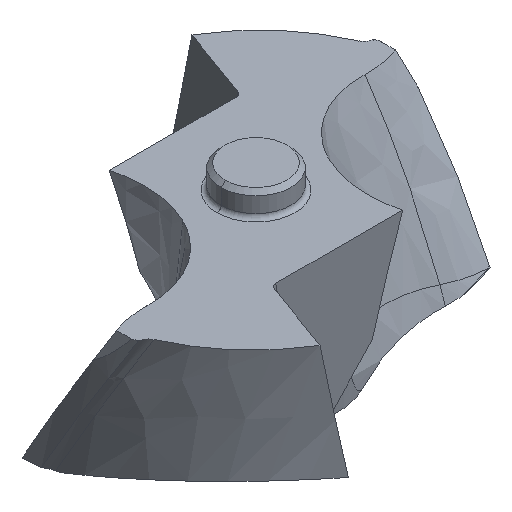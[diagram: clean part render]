
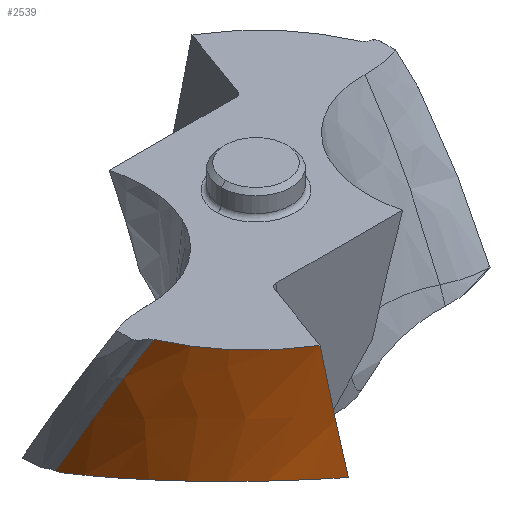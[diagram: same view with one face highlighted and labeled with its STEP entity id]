
A CAD part, isometric view. The second image highlights one B-rep face of the part: STEP entity #2539.
In plain terms, the highlighted free-form (B-spline) face has degree [3, 3] with [7, 5] control points.
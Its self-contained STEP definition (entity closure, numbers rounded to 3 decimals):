
#155=CARTESIAN_POINT('',(-3.645,-5.922,
0.));
#156=CARTESIAN_POINT('',(-4.162,-5.614,
0.));
#157=CARTESIAN_POINT('',(-5.283,-4.729,
0.));
#158=CARTESIAN_POINT('',(-6.088,-3.535,
0.));
#159=CARTESIAN_POINT('',(-6.416,-2.79,
0.));
#747=CARTESIAN_POINT('',(-6.999,0.12,
-5.21));
#766=CARTESIAN_POINT('',(-2.972,-6.257,
-4.237));
#767=CARTESIAN_POINT('',(-3.164,-6.168,
-4.201));
#768=CARTESIAN_POINT('',(-3.533,-5.976,
-4.141));
#769=CARTESIAN_POINT('',(-4.032,-5.66,
-4.082));
#770=CARTESIAN_POINT('',(-4.514,-5.296,
-4.047));
#771=CARTESIAN_POINT('',(-4.953,-4.901,
-4.041));
#772=CARTESIAN_POINT('',(-5.363,-4.464,
-4.061));
#773=CARTESIAN_POINT('',(-5.738,-3.984,
-4.11));
#774=CARTESIAN_POINT('',(-6.059,-3.49,
-4.185));
#775=CARTESIAN_POINT('',(-6.336,-2.973,
-4.284));
#776=CARTESIAN_POINT('',(-6.578,-2.403,
-4.417));
#777=CARTESIAN_POINT('',(-6.757,-1.854,
-4.564));
#778=CARTESIAN_POINT('',(-6.901,-1.225,
-4.756));
#779=CARTESIAN_POINT('',(-6.979,-0.65,
-4.95));
#780=CARTESIAN_POINT('',(-7.,-0.22,
-5.109));
#781=CARTESIAN_POINT('',(-7.,0.,
-5.194));
#783=CARTESIAN_POINT('',(-7.,0.,
-5.194));
#784=CARTESIAN_POINT('',(-7.,0.013,
-5.196));
#785=CARTESIAN_POINT('',(-7.,0.04,
-5.199));
#786=CARTESIAN_POINT('',(-7.,0.08,
-5.205));
#787=CARTESIAN_POINT('',(-6.999,0.107,
-5.208));
#788=CARTESIAN_POINT('',(-6.999,0.12,
-5.21));
#790=CARTESIAN_POINT('',(-6.999,0.12,
-5.21));
#791=CARTESIAN_POINT('',(-7.011,-0.448,
-4.189));
#792=CARTESIAN_POINT('',(-6.905,-1.435,
-2.452));
#793=CARTESIAN_POINT('',(-6.583,-2.402,
-0.715));
#794=CARTESIAN_POINT('',(-6.416,-2.79,
0.));
#796=CARTESIAN_POINT('',(-3.645,-5.922,
0.));
#797=CARTESIAN_POINT('',(-3.591,-5.939,
-0.321));
#798=CARTESIAN_POINT('',(-3.489,-5.973,
-0.93));
#799=CARTESIAN_POINT('',(-3.356,-6.023,
-1.738));
#800=CARTESIAN_POINT('',(-3.242,-6.076,
-2.446));
#801=CARTESIAN_POINT('',(-3.143,-6.132,
-3.085));
#802=CARTESIAN_POINT('',(-3.053,-6.191,
-3.678));
#803=CARTESIAN_POINT('',(-2.998,-6.234,
-4.054));
#804=CARTESIAN_POINT('',(-2.972,-6.257,
-4.237));
#964=CARTESIAN_POINT('',(-3.645,-5.922,
0.));
#965=VERTEX_POINT('',#964);
#966=VERTEX_POINT('',#159);
#997=CARTESIAN_POINT('',(-7.,0.,
-5.194));
#998=VERTEX_POINT('',#997);
#999=VERTEX_POINT('',#766);
#1014=VERTEX_POINT('',#747);
#2495=CARTESIAN_POINT('',(-3.28,-6.179,
-5.262));
#2496=CARTESIAN_POINT('',(-2.855,-6.315,
-4.224));
#2497=CARTESIAN_POINT('',(-2.002,-6.568,
-2.453));
#2498=CARTESIAN_POINT('',(-0.924,-6.802,
-0.682));
#2499=CARTESIAN_POINT('',(-0.442,-6.888,
0.05));
#2500=CARTESIAN_POINT('',(-3.359,-6.137,
-5.262));
#2501=CARTESIAN_POINT('',(-2.937,-6.28,
-4.224));
#2502=CARTESIAN_POINT('',(-2.086,-6.547,
-2.453));
#2503=CARTESIAN_POINT('',(-1.011,-6.792,
-0.682));
#2504=CARTESIAN_POINT('',(-0.53,-6.884,
0.05));
#2505=CARTESIAN_POINT('',(-4.163,-5.692,
-5.262));
#2506=CARTESIAN_POINT('',(-3.76,-5.91,
-4.224));
#2507=CARTESIAN_POINT('',(-2.942,-6.305,
-2.453));
#2508=CARTESIAN_POINT('',(-1.899,-6.68,
-0.682));
#2509=CARTESIAN_POINT('',(-1.432,-6.825,
0.05));
#2510=CARTESIAN_POINT('',(-5.517,-4.544,
-5.262));
#2511=CARTESIAN_POINT('',(-5.178,-4.898,
-4.224));
#2512=CARTESIAN_POINT('',(-4.471,-5.525,
-2.453));
#2513=CARTESIAN_POINT('',(-3.54,-6.131,
-0.682));
#2514=CARTESIAN_POINT('',(-3.118,-6.371,
0.05));
#2515=CARTESIAN_POINT('',(-6.767,-2.32,
-5.262));
#2516=CARTESIAN_POINT('',(-6.584,-2.825,
-4.224));
#2517=CARTESIAN_POINT('',(-6.141,-3.708,
-2.453));
#2518=CARTESIAN_POINT('',(-5.474,-4.571,
-0.682));
#2519=CARTESIAN_POINT('',(-5.162,-4.917,
0.05));
#2520=CARTESIAN_POINT('',(-7.024,-0.628,
-5.262));
#2521=CARTESIAN_POINT('',(-6.974,-1.192,
-4.224));
#2522=CARTESIAN_POINT('',(-6.759,-2.172,
-2.453));
#2523=CARTESIAN_POINT('',(-6.319,-3.133,
-0.682));
#2524=CARTESIAN_POINT('',(-6.101,-3.52,
0.05));
#2525=CARTESIAN_POINT('',(-6.996,0.225,
-5.262));
#2526=CARTESIAN_POINT('',(-7.017,-0.354,
-4.224));
#2527=CARTESIAN_POINT('',(-6.922,-1.363,
-2.453));
#2528=CARTESIAN_POINT('',(-6.603,-2.351,
-0.682));
#2529=CARTESIAN_POINT('',(-6.434,-2.749,
0.05));
#2530=B_SPLINE_SURFACE_WITH_KNOTS('',3,3,((#2495,#2496,#2497,#2498,#2499),
(#2500,#2501,#2502,#2503,#2504),(#2505,#2506,#2507,#2508,#2509),(#2510,#2511,
#2512,#2513,#2514),(#2515,#2516,#2517,#2518,#2519),(#2520,#2521,#2522,#2523,
#2524),(#2525,#2526,#2527,#2528,#2529)),.UNSPECIFIED.,.F.,.F.,.F.,(4,1,1,1,4),
(4,1,4),(0.223,0.25,0.5,0.75,1.008),
(0.066,3.665,6.199),.UNSPECIFIED.);
#2531=ORIENTED_EDGE('',*,*,#1705,.T.);
#2532=ORIENTED_EDGE('',*,*,#1749,.T.);
#2533=ORIENTED_EDGE('',*,*,#2483,.T.);
#2534=ORIENTED_EDGE('',*,*,#1300,.F.);
#2536=ORIENTED_EDGE('',*,*,#2535,.T.);
#2537=EDGE_LOOP('',(#2531,#2532,#2533,#2534,#2536));
#2538=FACE_OUTER_BOUND('',#2537,.F.);
#160=B_SPLINE_CURVE_WITH_KNOTS('',3,(#155,#156,#157,#158,#159),.UNSPECIFIED.,
.F.,.F.,(4,1,4),(0.,0.425,1.),.UNSPECIFIED.);
#782=B_SPLINE_CURVE_WITH_KNOTS('',3,(#766,#767,#768,#769,#770,#771,#772,#773,
#774,#775,#776,#777,#778,#779,#780,#781),.UNSPECIFIED.,.F.,.F.,(4,1,1,1,1,1,1,1,
1,1,1,1,1,4),(0.,0.077,0.154,0.231,
0.308,0.385,0.462,0.538,
0.615,0.692,0.769,0.846,
0.923,1.),.UNSPECIFIED.);
#789=B_SPLINE_CURVE_WITH_KNOTS('',3,(#783,#784,#785,#786,#787,#788),
.UNSPECIFIED.,.F.,.F.,(4,1,1,4),(0.,0.333,0.667,1.),
.UNSPECIFIED.);
#795=B_SPLINE_CURVE_WITH_KNOTS('',3,(#790,#791,#792,#793,#794),.UNSPECIFIED.,
.F.,.F.,(4,1,4),(0.,0.588,1.),.UNSPECIFIED.);
#805=B_SPLINE_CURVE_WITH_KNOTS('',3,(#796,#797,#798,#799,#800,#801,#802,#803,
#804),.UNSPECIFIED.,.F.,.F.,(4,1,1,1,1,1,4),(0.,0.167,
0.333,0.5,0.667,0.833,1.),
.UNSPECIFIED.);
#1300=EDGE_CURVE('',#965,#966,#160,.T.);
#1705=EDGE_CURVE('',#999,#998,#782,.T.);
#1749=EDGE_CURVE('',#998,#1014,#789,.T.);
#2483=EDGE_CURVE('',#1014,#966,#795,.T.);
#2535=EDGE_CURVE('',#965,#999,#805,.T.);
#2539=ADVANCED_FACE('',(#2538),#2530,.F.);
